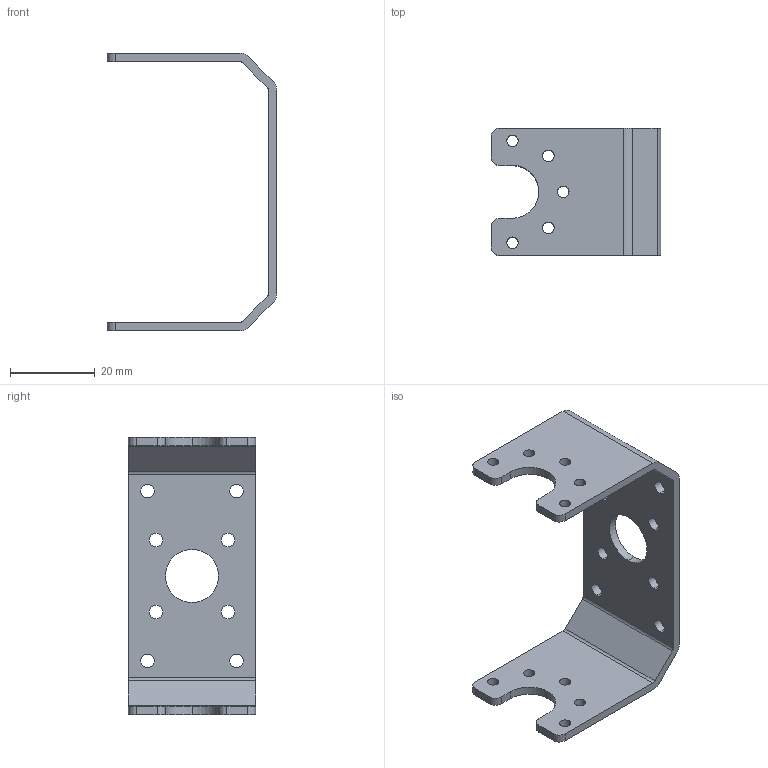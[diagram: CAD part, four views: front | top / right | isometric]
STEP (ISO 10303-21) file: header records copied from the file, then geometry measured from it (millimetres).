
FILE_DESCRIPTION (( 'STEP AP214' ), '1' );
FILE_NAME ('邧粣60KG酗U盓殤.STEP', '2023-04-17T13:55:17', ( '' ), ( '' ), 'SwSTEP 2.0', 'SolidWorks 2020', '' );
FILE_SCHEMA (( 'AUTOMOTIVE_DESIGN' ));
Length unit declared in the file: millimetre
Products named in the file (1): 邧粣60KG酗U盓殤
Bounding box: 40 x 30 x 65.5 mm (x, y, z)
Volume: 6985.4 mm3; surface area: 8101.5 mm2
Topology: 1 solids, 1 shells, 78 faces, 228 edges, 152 vertices
Faces by surface type: cylinder 58, plane 20
Entity records: 2758 total; most frequent: DIRECTION 502, CARTESIAN_POINT 459, ORIENTED_EDGE 456, EDGE_CURVE 228, AXIS2_PLACEMENT_3D 195, VERTEX_POINT 152, EDGE_LOOP 116, CIRCLE 116
